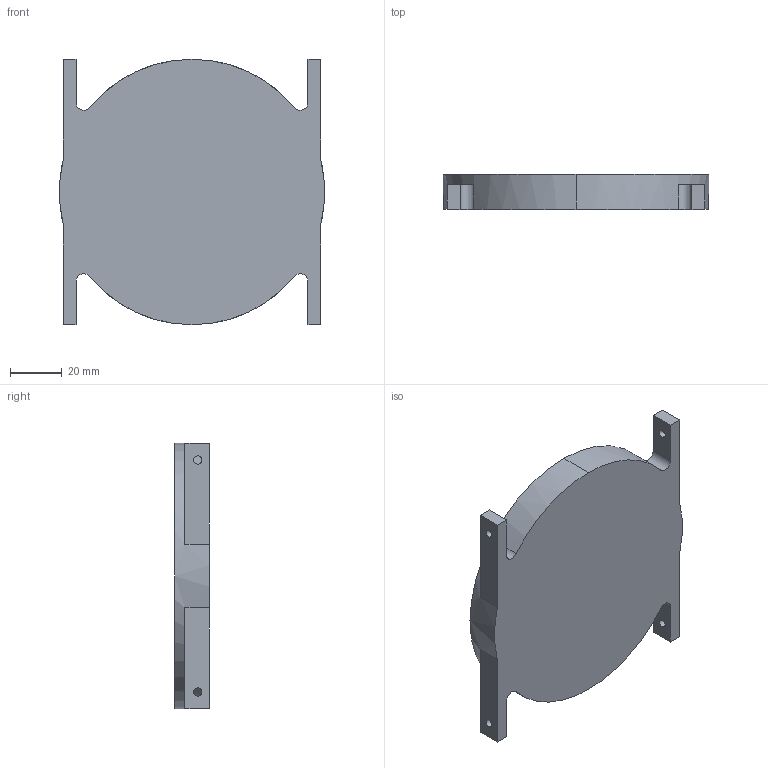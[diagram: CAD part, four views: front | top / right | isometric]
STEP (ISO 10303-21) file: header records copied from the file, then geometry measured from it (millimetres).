
FILE_DESCRIPTION (( 'STEP AP214' ), '1' );
FILE_NAME ('LineTruckerPart.STEP', '2024-09-23T00:55:11', ( '' ), ( '' ), 'SwSTEP 2.0', 'SolidWorks 2024', '' );
FILE_SCHEMA (( 'AUTOMOTIVE_DESIGN' ));
Length unit declared in the file: millimetre
Products named in the file (1): LineTruckerPart
Bounding box: 103 x 13.5 x 103 mm (x, y, z)
Volume: 38542.7 mm3; surface area: 26051.1 mm2
Topology: 1 solids, 1 shells, 39 faces, 106 edges, 70 vertices
Faces by surface type: plane 19, cylinder 18, bspline 2
Entity records: 1601 total; most frequent: CARTESIAN_POINT 554, DIRECTION 218, ORIENTED_EDGE 212, EDGE_CURVE 106, AXIS2_PLACEMENT_3D 80, VERTEX_POINT 70, VECTOR 58, LINE 58
